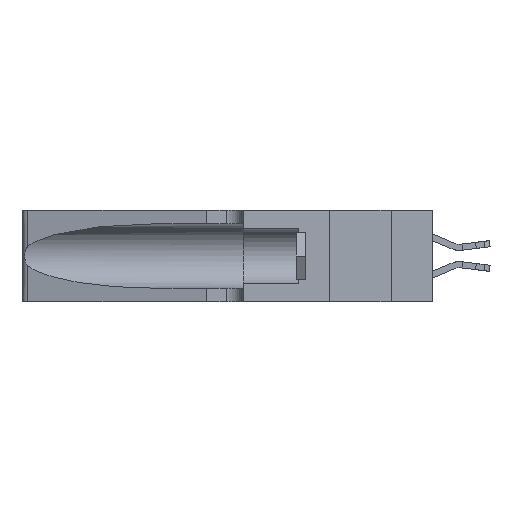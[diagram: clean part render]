
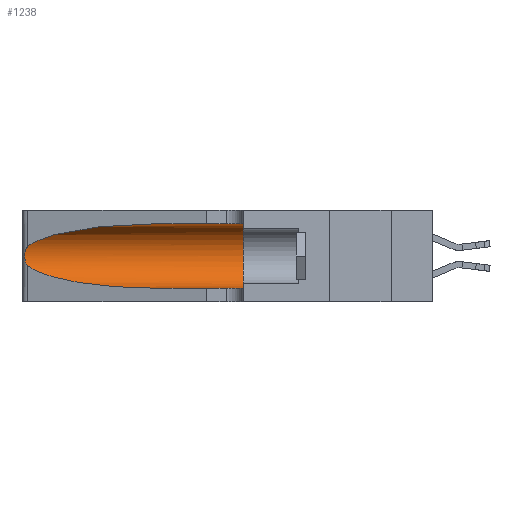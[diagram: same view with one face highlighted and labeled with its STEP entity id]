
A CAD part, left-side view. The second image highlights one B-rep face of the part: STEP entity #1238.
In plain terms, the highlighted cylindrical face has radius 3.308 mm (diameter 6.617 mm), a partial arc.
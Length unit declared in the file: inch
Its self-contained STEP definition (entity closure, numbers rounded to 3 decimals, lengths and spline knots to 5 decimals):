
#365 = CARTESIAN_POINT ( 'NONE',  ( 0.25555, 1.22994, 0.2215 ) ) ;
#549 = CARTESIAN_POINT ( 'NONE',  ( 0.1305, 0.72297, 0.05475 ) ) ;
#1067 = VECTOR ( 'NONE', #20824, 39.37008 ) ;
#1238 = ADVANCED_FACE ( 'NONE', ( #3743 ), #20176, .F. ) ;
#3435 = CARTESIAN_POINT ( 'NONE',  ( 0.25787, 1.23484, 0.2124 ) ) ;
#3743 = FACE_OUTER_BOUND ( 'NONE', #16663, .T. ) ;
#3836 = CARTESIAN_POINT ( 'NONE',  ( 0.25487, 1.22718, 0.14631 ) ) ;
#4633 = EDGE_CURVE ( 'NONE', #19752, #10978, #20608, .T. ) ;
#5087 = DIRECTION ( 'NONE',  ( 0., -1., 0. ) ) ;
#5660 = CARTESIAN_POINT ( 'NONE',  ( 0.25789, 1.23486, 0.15765 ) ) ;
#6370 = CARTESIAN_POINT ( 'NONE',  ( 0.18966, 0.96281, 0.31525 ) ) ;
#6430 = ORIENTED_EDGE ( 'NONE', *, *, #14901, .T. ) ;
#6503 = CARTESIAN_POINT ( 'NONE',  ( 0.1305, 0.72297, 0.31525 ) ) ;
#7454 = DIRECTION ( 'NONE',  ( 0., 1., 0. ) ) ;
#8303 = CARTESIAN_POINT ( 'NONE',  ( 0.25639, 1.23184, 0.21858 ) ) ;
#8608 = CARTESIAN_POINT ( 'NONE',  ( 0.1305, 0.35, 0.185 ) ) ;
#8815 = CIRCLE ( 'NONE', #15481, 0.13025 ) ;
#8855 = CARTESIAN_POINT ( 'NONE',  ( 0.25487, 1.22718, 0.14631 ) ) ;
#8885 = CARTESIAN_POINT ( 'NONE',  ( 0.25856, 1.23593, 0.16098 ) ) ;
#8956 = EDGE_CURVE ( 'NONE', #19396, #16476, #21271, .T. ) ;
#9063 = DIRECTION ( 'NONE',  ( 0., 0., 1. ) ) ;
#9177 = B_SPLINE_CURVE_WITH_KNOTS ( 'NONE', 3,
 ( #20076, #365, #8303, #3435, #16654, #10605, #15269, #12132, #17139, #8885, #5660, #14004, #18924, #11825 ),
 .UNSPECIFIED., .F., .F.,
 ( 4, 2, 2, 2, 2, 2, 4 ),
 ( 0., 0.00027, 0.00053, 0.00107, 0.0016, 0.00187, 0.00214 ),
 .UNSPECIFIED. ) ;
#9396 = DIRECTION ( 'NONE',  ( 0., -1., 0. ) ) ;
#10435 = CARTESIAN_POINT ( 'NONE',  ( 0.18966, 0.96281, 0.05475 ) ) ;
#10605 = CARTESIAN_POINT ( 'NONE',  ( 0.26018, 1.23835, 0.19895 ) ) ;
#10978 = VERTEX_POINT ( 'NONE', #21231 ) ;
#11059 = CARTESIAN_POINT ( 'NONE',  ( 0.1305, 0.35, 0.31525 ) ) ;
#11589 = LINE ( 'NONE', #19053, #19005 ) ;
#11825 = CARTESIAN_POINT ( 'NONE',  ( 0.25487, 1.22718, 0.14631 ) ) ;
#11960 = ORIENTED_EDGE ( 'NONE', *, *, #8956, .T. ) ;
#12132 = CARTESIAN_POINT ( 'NONE',  ( 0.26075, 1.23896, 0.178 ) ) ;
#12368 = ORIENTED_EDGE ( 'NONE', *, *, #4633, .T. ) ;
#12710 = DIRECTION ( 'NONE',  ( 0., 0., -1. ) ) ;
#12850 = CARTESIAN_POINT ( 'NONE',  ( 0.25487, 1.22718, 0.22369 ) ) ;
#12940 = CARTESIAN_POINT ( 'NONE',  ( 0.1305, 1.61858, 0.31525 ) ) ;
#13203 = CARTESIAN_POINT ( 'NONE',  ( 0.1305, 0.72297, 0.31525 ) ) ;
#13221 = CARTESIAN_POINT ( 'NONE',  ( 0.1305, 1.61858, 0.185 ) ) ;
#13268 = CARTESIAN_POINT ( 'NONE',  ( 0.1305, 0.35, 0.05475 ) ) ;
#14004 = CARTESIAN_POINT ( 'NONE',  ( 0.25639, 1.23186, 0.15144 ) ) ;
#14214 = EDGE_CURVE ( 'NONE', #16476, #18064, #11589, .T. ) ;
#14395 = ORIENTED_EDGE ( 'NONE', *, *, #14214, .T. ) ;
#14496 = CARTESIAN_POINT ( 'NONE',  ( 0.2373, 1.15595, 0.28018 ) ) ;
#14723 = LINE ( 'NONE', #12940, #1067 ) ;
#14901 = EDGE_CURVE ( 'NONE', #10978, #19396, #9177, .T. ) ;
#15269 = CARTESIAN_POINT ( 'NONE',  ( 0.26075, 1.23896, 0.19203 ) ) ;
#15481 = AXIS2_PLACEMENT_3D ( 'NONE', #8608, #7454, #9063 ) ;
#15633 = ORIENTED_EDGE ( 'NONE', *, *, #19214, .F. ) ;
#16476 = VERTEX_POINT ( 'NONE', #16568 ) ;
#16568 = CARTESIAN_POINT ( 'NONE',  ( 0.1305, 0.72297, 0.05475 ) ) ;
#16593 = AXIS2_PLACEMENT_3D ( 'NONE', #13221, #5087, #12710 ) ;
#16654 = CARTESIAN_POINT ( 'NONE',  ( 0.25854, 1.2359, 0.20912 ) ) ;
#16663 = EDGE_LOOP ( 'NONE', ( #12368, #6430, #11960, #14395, #20043, #15633 ) ) ;
#16668 = VERTEX_POINT ( 'NONE', #11059 ) ;
#17139 = CARTESIAN_POINT ( 'NONE',  ( 0.26017, 1.23833, 0.17102 ) ) ;
#18064 = VERTEX_POINT ( 'NONE', #13268 ) ;
#18924 = CARTESIAN_POINT ( 'NONE',  ( 0.25555, 1.22993, 0.14849 ) ) ;
#19005 = VECTOR ( 'NONE', #9396, 39.37008 ) ;
#19053 = CARTESIAN_POINT ( 'NONE',  ( 0.1305, 1.61858, 0.05475 ) ) ;
#19062 = EDGE_CURVE ( 'NONE', #16668, #18064, #8815, .T. ) ;
#19214 = EDGE_CURVE ( 'NONE', #19752, #16668, #14723, .T. ) ;
#19396 = VERTEX_POINT ( 'NONE', #8855 ) ;
#19752 = VERTEX_POINT ( 'NONE', #13203 ) ;
#20043 = ORIENTED_EDGE ( 'NONE', *, *, #19062, .F. ) ;
#20076 = CARTESIAN_POINT ( 'NONE',  ( 0.25487, 1.22718, 0.22369 ) ) ;
#20176 = CYLINDRICAL_SURFACE ( 'NONE', #16593, 0.13025 ) ;
#20266 = CARTESIAN_POINT ( 'NONE',  ( 0.2373, 1.15595, 0.08982 ) ) ;
#20608 =( BOUNDED_CURVE ( )  B_SPLINE_CURVE ( 3, ( #6503, #6370, #14496, #12850 ),
 .UNSPECIFIED., .F., .F. ) 
 B_SPLINE_CURVE_WITH_KNOTS ( ( 4, 4 ),
 ( 1.5708, 2.84003 ),
 .UNSPECIFIED. ) 
 CURVE ( )  GEOMETRIC_REPRESENTATION_ITEM ( )  RATIONAL_B_SPLINE_CURVE ( ( 1., 0.87, 0.87, 1. ) ) 
 REPRESENTATION_ITEM ( '' )  );
#20824 = DIRECTION ( 'NONE',  ( 0., -1., 0. ) ) ;
#21231 = CARTESIAN_POINT ( 'NONE',  ( 0.25487, 1.22718, 0.22369 ) ) ;
#21271 =( BOUNDED_CURVE ( )  B_SPLINE_CURVE ( 3, ( #3836, #20266, #10435, #549 ),
 .UNSPECIFIED., .F., .T. ) 
 B_SPLINE_CURVE_WITH_KNOTS ( ( 4, 4 ),
 ( 3.44316, 4.71239 ),
 .UNSPECIFIED. ) 
 CURVE ( )  GEOMETRIC_REPRESENTATION_ITEM ( )  RATIONAL_B_SPLINE_CURVE ( ( 1., 0.87, 0.87, 1. ) ) 
 REPRESENTATION_ITEM ( '' )  );
